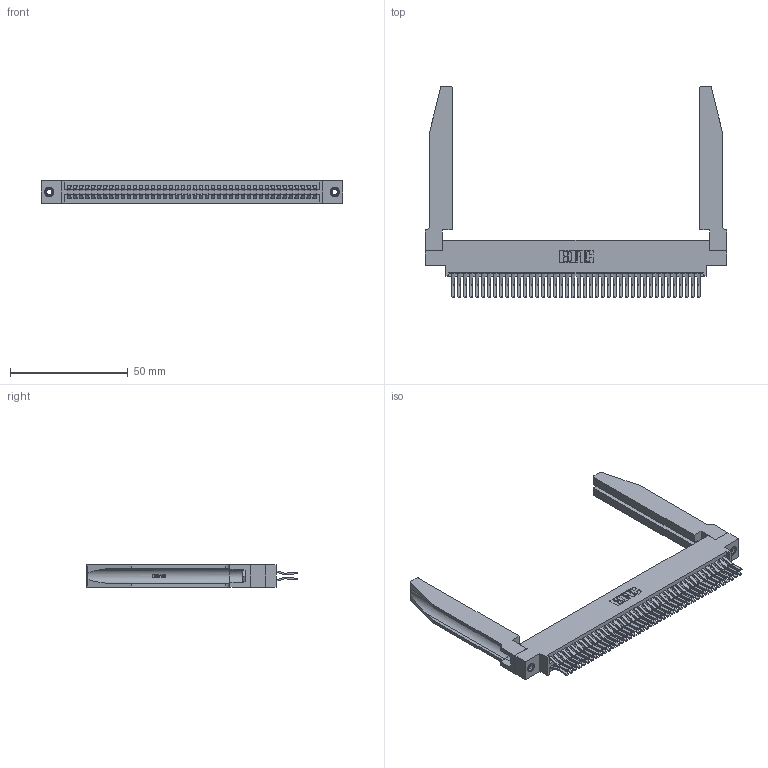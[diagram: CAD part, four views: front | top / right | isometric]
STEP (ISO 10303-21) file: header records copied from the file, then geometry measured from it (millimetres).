
FILE_DESCRIPTION (( 'STEP AP203' ), '1' );
FILE_NAME ('395-084-560-878.STEP', '2019-10-25T10:49:34', ( '' ), ( '' ), 'SwSTEP 2.0', 'SolidWorks 2016', '' );
FILE_SCHEMA (( 'CONFIG_CONTROL_DESIGN' ));
Length unit declared in the file: inch
Products named in the file (5): 345 Part_0.170 Offset - 0.156 Dia-TH; 345-292-001_560 Tail; 345-250-001_345-250-001-102; 345-220-078_345-220-078; 395-084-560-878
Assembly tree (89 placements, depth 2):
  395-084-560-878
    345 Part_0.170 Offset - 0.156 Dia-TH
    345-292-001_560 Tail  x84
    345-250-001_345-250-001-102  x2
    345-220-078_345-220-078  x2
Bounding box: 127.91 x 89.72 x 9.4 mm (x, y, z)
Volume: 20633.4 mm3; surface area: 27411.6 mm2
Topology: 89 solids, 89 shells, 4732 faces, 13981 edges, 9198 vertices
Faces by surface type: plane 2998, cylinder 1682, bspline 36, cone 12, torus 4
Entity records: 37914 total; most frequent: CARTESIAN_POINT 7275, ORIENTED_EDGE 6106, DIRECTION 5411, EDGE_CURVE 3053, VECTOR 2655, LINE 2655, VERTEX_POINT 2028, AXIS2_PLACEMENT_3D 1378
